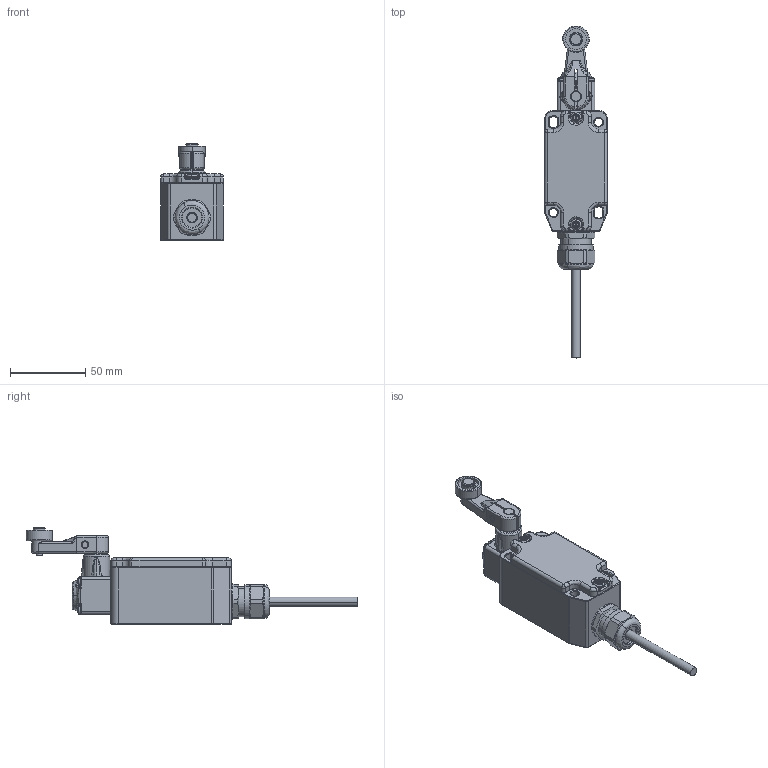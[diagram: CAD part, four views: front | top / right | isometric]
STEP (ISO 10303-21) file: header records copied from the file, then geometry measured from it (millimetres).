
FILE_DESCRIPTION (( 'STEP AP214' ), '1' );
FILE_NAME ('HLM-SS-EX-175015.STEP', '2021-06-09T11:20:30', ( '' ), ( '' ), 'SwSTEP 2.0', 'SolidWorks 2021', '' );
FILE_SCHEMA (( 'AUTOMOTIVE_DESIGN' ));
Length unit declared in the file: inch
Products named in the file (1): HLM-SS-EX-175015
Bounding box: 41.6 x 220.25 x 64 mm (x, y, z)
Volume: 88034.6 mm3; surface area: 59886.7 mm2
Topology: 19 solids, 19 shells, 2664 faces, 5981 edges, 3372 vertices
Faces by surface type: cone 996, plane 618, cylinder 555, bspline 495
Entity records: 91122 total; most frequent: CARTESIAN_POINT 35645, ORIENTED_EDGE 11842, DIRECTION 11138, EDGE_CURVE 5921, AXIS2_PLACEMENT_3D 4493, VERTEX_POINT 3372, EDGE_LOOP 2783, FACE_OUTER_BOUND 2664
